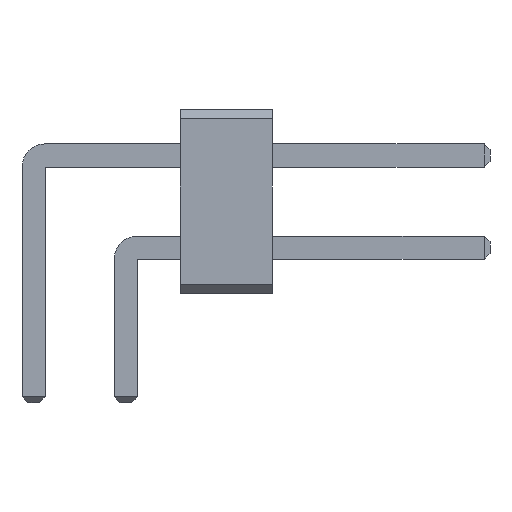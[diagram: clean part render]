
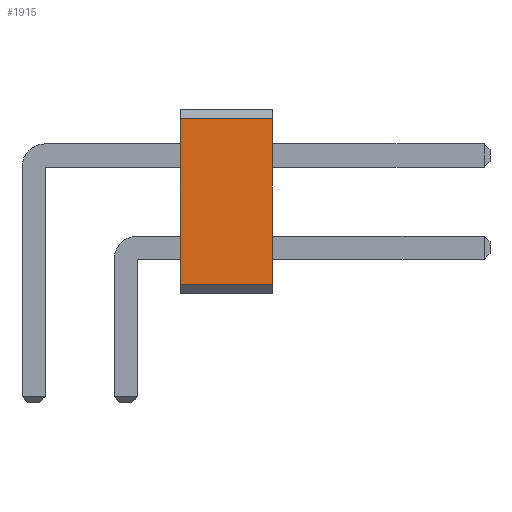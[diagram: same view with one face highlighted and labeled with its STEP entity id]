
A CAD part, front view. The second image highlights one B-rep face of the part: STEP entity #1915.
In plain terms, the highlighted planar face has unit normal (0, -1, 0).
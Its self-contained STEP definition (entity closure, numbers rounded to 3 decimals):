
#13=DIRECTION('',(0.,0.,1.));
#27=VECTOR('',#28,1.);
#28=DIRECTION('',(1.,0.,0.));
#57=DIRECTION('',(0.,-1.,0.));
#1902=VERTEX_POINT('',#1903);
#1903=CARTESIAN_POINT('',(6.58,-82.55,0.254));
#1906=EDGE_CURVE('',#1907,#1902,#1909,.T.);
#1907=VERTEX_POINT('',#1908);
#1908=CARTESIAN_POINT('',(4.04,-82.55,0.254));
#1909=LINE('',#1908,#27);
#1915=ADVANCED_FACE('',(#1916),#1933,.T.);
#1916=FACE_BOUND('',#1917,.T.);
#1917=EDGE_LOOP('',(#1918,#1919,#1925,#1930));
#1918=ORIENTED_EDGE('',*,*,#1906,.T.);
#1919=ORIENTED_EDGE('',*,*,#1920,.T.);
#1920=EDGE_CURVE('',#1902,#1921,#1923,.T.);
#1921=VERTEX_POINT('',#1922);
#1922=CARTESIAN_POINT('',(6.58,-82.55,4.826));
#1923=LINE('',#1903,#1924);
#1924=VECTOR('',#13,1.);
#1925=ORIENTED_EDGE('',*,*,#1926,.F.);
#1926=EDGE_CURVE('',#1927,#1921,#1929,.T.);
#1927=VERTEX_POINT('',#1928);
#1928=CARTESIAN_POINT('',(4.04,-82.55,4.826));
#1929=LINE('',#1928,#27);
#1930=ORIENTED_EDGE('',*,*,#1931,.F.);
#1931=EDGE_CURVE('',#1907,#1927,#1932,.T.);
#1932=LINE('',#1908,#1924);
#1933=PLANE('',#1934);
#1934=AXIS2_PLACEMENT_3D('',#1908,#57,#13);
